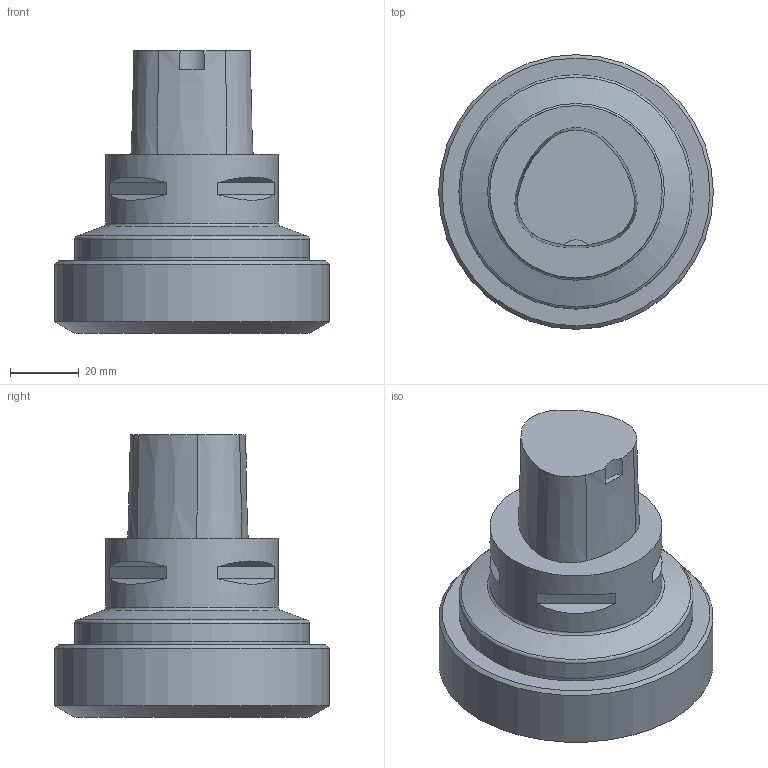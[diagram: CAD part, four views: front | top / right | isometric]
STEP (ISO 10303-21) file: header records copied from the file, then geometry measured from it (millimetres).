
FILE_DESCRIPTION(/* description */ (''),/* implementation_level */ '2;1');
FILE_NAME(/* name */ '1536581708197.stp',/* time_stamp */ '2018-09-10T14:15:14+02:00',/* author */ (''),/* organization */ ('SMS'),/* preprocessor_version */ 'ST-DEVELOPER v15',/* originating_system */ 'SIEMENS PLM Software NX 8.5',/* authorisation */ '');
FILE_SCHEMA (('AUTOMOTIVE_DESIGN { 1 0 10303 214 3 1 1 1 }'));
Length unit declared in the file: millimetre
Products named in the file (1): 201837927mod000_00
Bounding box: 79.7 x 79.7 x 82 mm (x, y, z)
Volume: 204017.1 mm3; surface area: 22603.7 mm2
Topology: 1 solids, 1 shells, 34 faces, 73 edges, 51 vertices
Faces by surface type: plane 18, cone 9, cylinder 5, torus 2
Full cylindrical faces by diameter (mm): 50 x1, 68 x2, 79.7 x1
Entity records: 927 total; most frequent: DIRECTION 170, CARTESIAN_POINT 151, ORIENTED_EDGE 120, AXIS2_PLACEMENT_3D 74, EDGE_CURVE 60, EDGE_LOOP 50, VERTEX_POINT 44, ADVANCED_FACE 34
